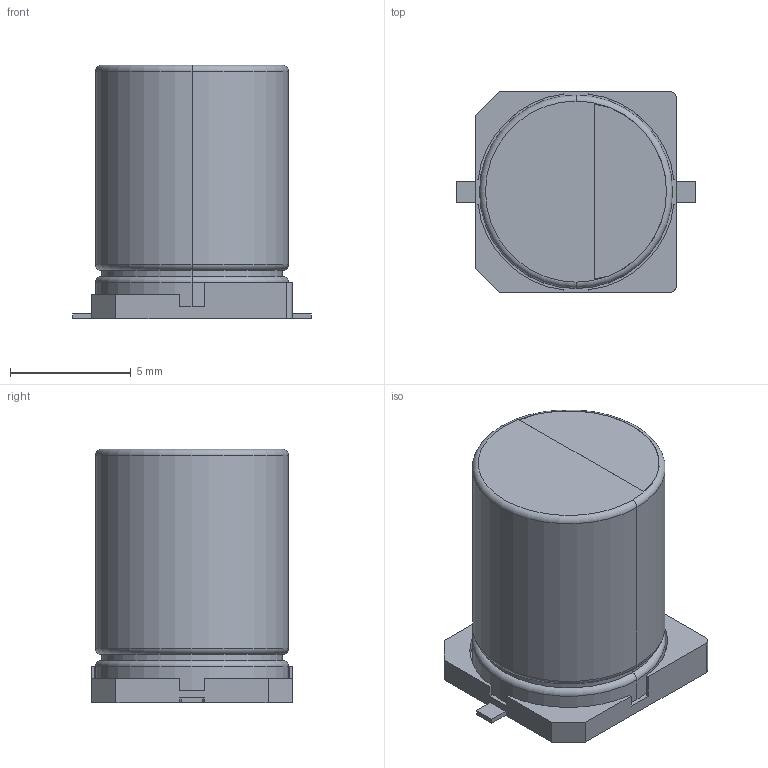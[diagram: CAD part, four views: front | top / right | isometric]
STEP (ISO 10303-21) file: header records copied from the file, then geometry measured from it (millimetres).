
FILE_DESCRIPTION(('FreeCAD Model'),'2;1');
FILE_NAME( 'CAPAE830X1055.step', '2021-03-26T22:23:12',('kicad StepUp'),('ksu MCAD'), 'Open CASCADE STEP processor 7.2','FreeCAD','Unknown');
FILE_SCHEMA(('AUTOMOTIVE_DESIGN { 1 0 10303 214 1 1 1 1 }'));
Length unit declared in the file: millimetre
Products named in the file (1): CAPAE830X1055
Bounding box: 9.9 x 8.3 x 10.5 mm (x, y, z)
Volume: 545.7 mm3; surface area: 595.2 mm2
Topology: 5 solids, 5 shells, 64 faces, 152 edges, 98 vertices
Faces by surface type: plane 41, cylinder 17, torus 6
Entity records: 2292 total; most frequent: DIRECTION 324, CARTESIAN_POINT 315, ORIENTED_EDGE 304, EDGE_CURVE 152, LINE 110, VECTOR 110, AXIS2_PLACEMENT_3D 107, VERTEX_POINT 98
